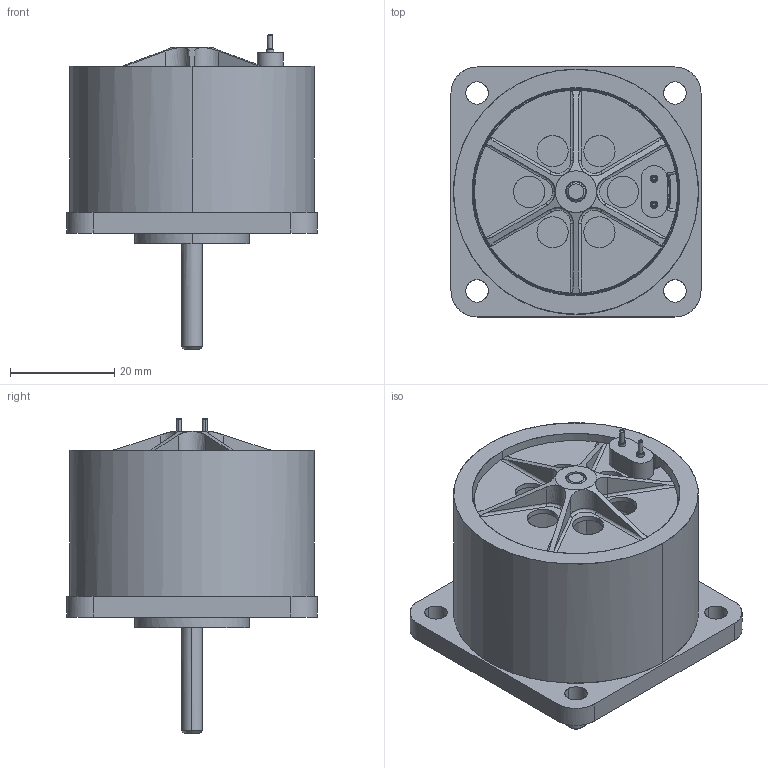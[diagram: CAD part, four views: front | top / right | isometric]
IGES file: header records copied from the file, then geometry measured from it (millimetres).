
Start section: Comment
Global section: file name: VM4632.igs; native system:  By UGS Corp.; preprocessor: XPlus GENERIC/IGES 3.0; author: Author; organization: Title; date: 20100811.205725; units: millimetre
Bounding box: 48 x 48 x 60.5 mm (x, y, z)
Surface area: 23182.4 mm2 (no closed solid volume)
Topology: 0 solids, 0 shells, 941 faces, 4110 edges, 4110 vertices
Faces by surface type: bspline 941
